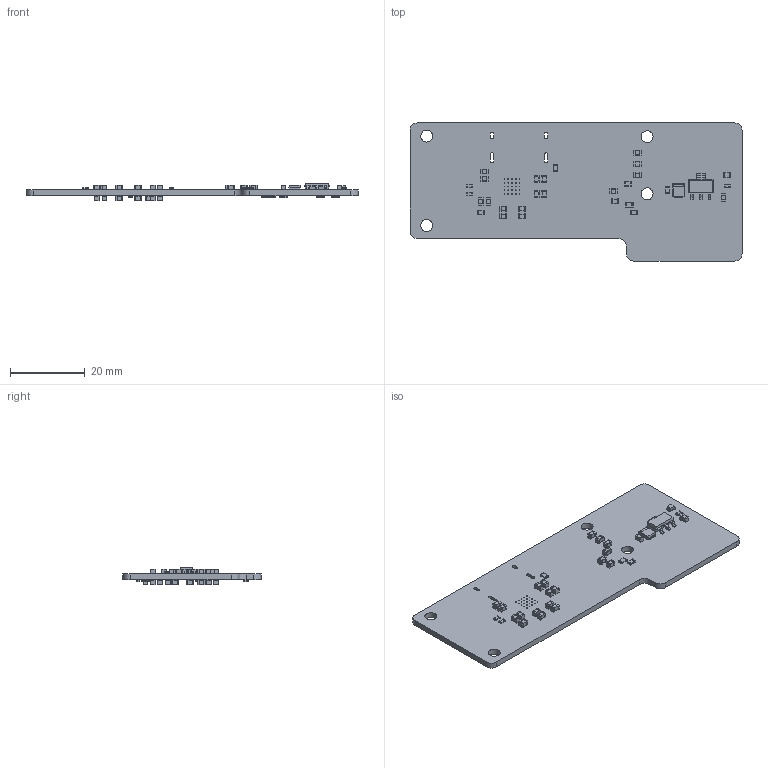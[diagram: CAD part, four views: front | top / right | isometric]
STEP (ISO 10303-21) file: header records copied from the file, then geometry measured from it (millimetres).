
FILE_DESCRIPTION(('KiCad electronic assembly'),'2;1');
FILE_NAME('VERA-XE-HDMI-Expansion.step','2025-10-24T14:29:09',( 'An Author'),('A Company'),'Open CASCADE STEP processor 7.5', 'KiCad to STEP converter','Unknown');
FILE_SCHEMA(('AUTOMOTIVE_DESIGN { 1 0 10303 214 1 1 1 1 }'));
Length unit declared in the file: millimetre
Products named in the file (16): Open CASCADE STEP translator 7.5 1; C_0805_2012Metric; SOLID; CP_EIA-3528-12_Kemet-T; L_0805_2012Metric; R_0805_2012Metric; R_0603_1608Metric; SOT-223; LED_0805_2012Metric; COMPOUND
Assembly tree (65 placements, depth 3):
  Open CASCADE STEP translator 7.5 1
    C_0805_2012Metric  x33
      SOLID
    CP_EIA-3528-12_Kemet-T
      SOLID
    L_0805_2012Metric  x4
      SOLID
    R_0805_2012Metric  x12
      SOLID
    R_0603_1608Metric  x5
      SOLID
    SOT-223
      SOLID
    LED_0805_2012Metric
      SOLID
    COMPOUND
Bounding box: 89 x 37 x 4.65 mm (x, y, z)
Volume: 4815.7 mm3; surface area: 7069.1 mm2
Topology: 58 solids, 58 shells, 1705 faces, 4428 edges, 2916 vertices
Faces by surface type: plane 1030, cylinder 651, bspline 24
Full cylindrical faces by diameter (mm): 0.2 x25, 3.2 x4
Entity records: 25959 total; most frequent: CARTESIAN_POINT 5465, DIRECTION 3462, LINE 2110, VECTOR 2110, ORIENTED_EDGE 1776, PCURVE 1776, DEFINITIONAL_REPRESENTATION 1776, EDGE_CURVE 888
